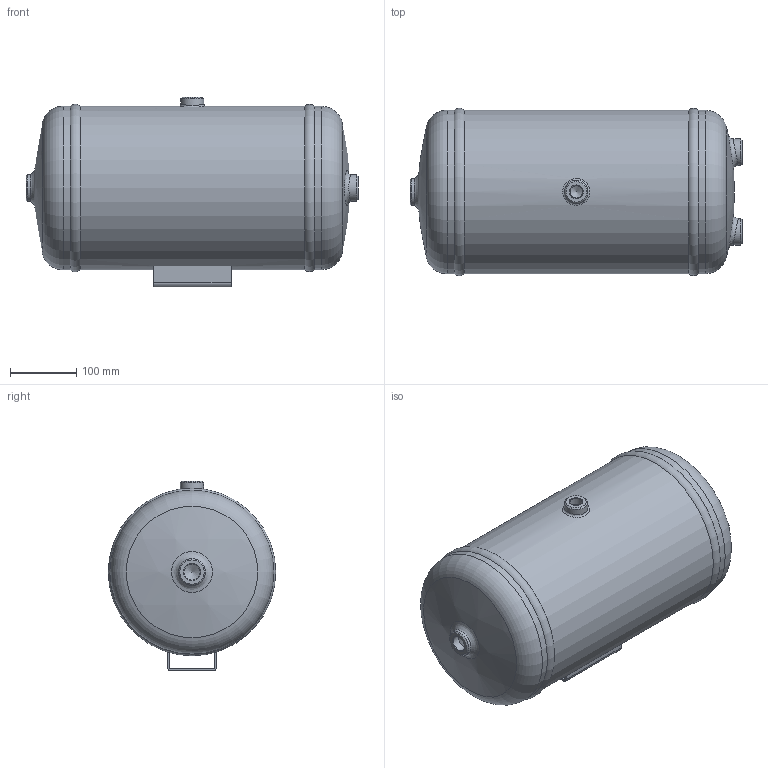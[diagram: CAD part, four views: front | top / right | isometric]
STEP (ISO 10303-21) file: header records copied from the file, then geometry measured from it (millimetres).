
FILE_DESCRIPTION(/* description */ (''),/* implementation_level */ '2;1');
FILE_NAME(/* name */ '3D_calval20.stp',/* time_stamp */ '2016-05-03T15:16:45+02:00',/* author */ ('josepm'),/* organization */ (''),/* preprocessor_version */ 'ST-DEVELOPER v15.2',/* originating_system */ 'Autodesk Inventor 2014',/* authorisation */ '');
FILE_SCHEMA (('AUTOMOTIVE_DESIGN { 1 0 10303 214 3 1 1 }'));
Length unit declared in the file: millimetre
Products named in the file (1): Part2
Bounding box: 500 x 252.24 x 286 mm (x, y, z)
Volume: 21770931.2 mm3; surface area: 466123.4 mm2
Topology: 1 solids, 1 shells, 51 faces, 118 edges, 73 vertices
Faces by surface type: cylinder 17, cone 12, plane 12, torus 5, bspline 3, sphere 2
Full cylindrical faces by diameter (mm): 10.106 x2, 18.631 x1, 24.117 x3, 35 x1, 40 x2, 40.503 x1, 246 x1, 246.431 x2
Entity records: 1794 total; most frequent: CARTESIAN_POINT 763, DIRECTION 220, ORIENTED_EDGE 158, AXIS2_PLACEMENT_3D 98, EDGE_LOOP 91, EDGE_CURVE 79, VERTEX_POINT 64, ADVANCED_FACE 51
